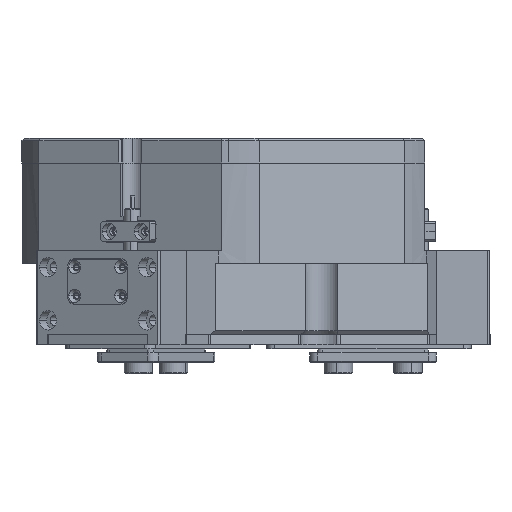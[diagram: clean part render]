
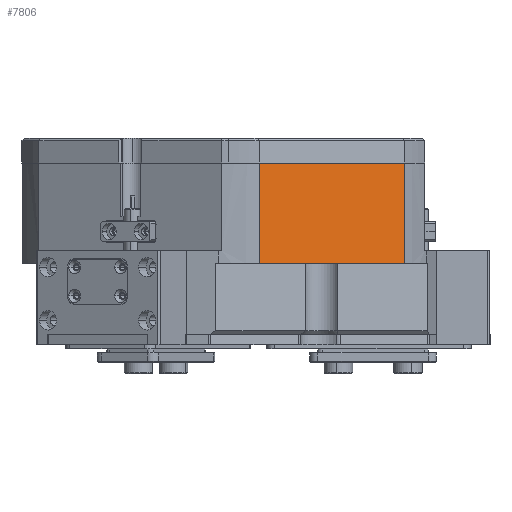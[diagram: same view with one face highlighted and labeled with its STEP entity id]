
A CAD part, front view. The second image highlights one B-rep face of the part: STEP entity #7806.
In plain terms, the highlighted planar face has unit normal (0.5, -0.866, 0).
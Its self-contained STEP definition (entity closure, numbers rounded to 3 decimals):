
#3891 = AXIS2_PLACEMENT_3D ( 'NONE', #37603, #12216, #45882 ) ;
#5396 = EDGE_LOOP ( 'NONE', ( #10789, #44349, #39801, #32293 ) ) ;
#5984 = VERTEX_POINT ( 'NONE', #38618 ) ;
#6183 = VECTOR ( 'NONE', #42481, 1000. ) ;
#7806 = ADVANCED_FACE ( 'NONE', ( #39707 ), #29067, .F. ) ;
#10344 = EDGE_CURVE ( 'NONE', #5984, #13827, #33663, .T. ) ;
#10415 = CARTESIAN_POINT ( 'NONE',  ( 115.452, -49.969, 35. ) ) ;
#10789 = ORIENTED_EDGE ( 'NONE', *, *, #48888, .T. ) ;
#12216 = DIRECTION ( 'NONE',  ( -0.5, 0.866, 0. ) ) ;
#13323 = LINE ( 'NONE', #50614, #6183 ) ;
#13827 = VERTEX_POINT ( 'NONE', #38803 ) ;
#13829 = VECTOR ( 'NONE', #26913, 1000. ) ;
#15855 = DIRECTION ( 'NONE',  ( 0., 0., -1. ) ) ;
#18975 = VERTEX_POINT ( 'NONE', #40070 ) ;
#19560 = EDGE_CURVE ( 'NONE', #25965, #18975, #34132, .T. ) ;
#20320 = LINE ( 'NONE', #10415, #13829 ) ;
#21352 = VECTOR ( 'NONE', #26806, 1000. ) ;
#23008 = CARTESIAN_POINT ( 'NONE',  ( 15.004, -107.962, 84. ) ) ;
#25965 = VERTEX_POINT ( 'NONE', #38140 ) ;
#26806 = DIRECTION ( 'NONE',  ( 0., 0., 1. ) ) ;
#26913 = DIRECTION ( 'NONE',  ( -0.866, -0.5, 0. ) ) ;
#29067 = PLANE ( 'NONE',  #3891 ) ;
#32293 = ORIENTED_EDGE ( 'NONE', *, *, #19560, .F. ) ;
#33663 = LINE ( 'NONE', #23008, #21352 ) ;
#34132 = LINE ( 'NONE', #41067, #51607 ) ;
#37603 = CARTESIAN_POINT ( 'NONE',  ( 115.452, -49.969, 101.144 ) ) ;
#38140 = CARTESIAN_POINT ( 'NONE',  ( 85.996, -66.975, 84. ) ) ;
#38618 = CARTESIAN_POINT ( 'NONE',  ( 15.004, -107.962, 35. ) ) ;
#38803 = CARTESIAN_POINT ( 'NONE',  ( 15.004, -107.962, 84. ) ) ;
#39707 = FACE_OUTER_BOUND ( 'NONE', #5396, .T. ) ;
#39801 = ORIENTED_EDGE ( 'NONE', *, *, #42912, .F. ) ;
#40070 = CARTESIAN_POINT ( 'NONE',  ( 85.996, -66.975, 35. ) ) ;
#41067 = CARTESIAN_POINT ( 'NONE',  ( 85.996, -66.975, 84. ) ) ;
#42481 = DIRECTION ( 'NONE',  ( -0.866, -0.5, 0. ) ) ;
#42912 = EDGE_CURVE ( 'NONE', #18975, #5984, #20320, .T. ) ;
#44349 = ORIENTED_EDGE ( 'NONE', *, *, #10344, .F. ) ;
#45882 = DIRECTION ( 'NONE',  ( -0.866, -0.5, 0. ) ) ;
#48888 = EDGE_CURVE ( 'NONE', #25965, #13827, #13323, .T. ) ;
#50614 = CARTESIAN_POINT ( 'NONE',  ( 50.5, -87.469, 84. ) ) ;
#51607 = VECTOR ( 'NONE', #15855, 1000. ) ;
